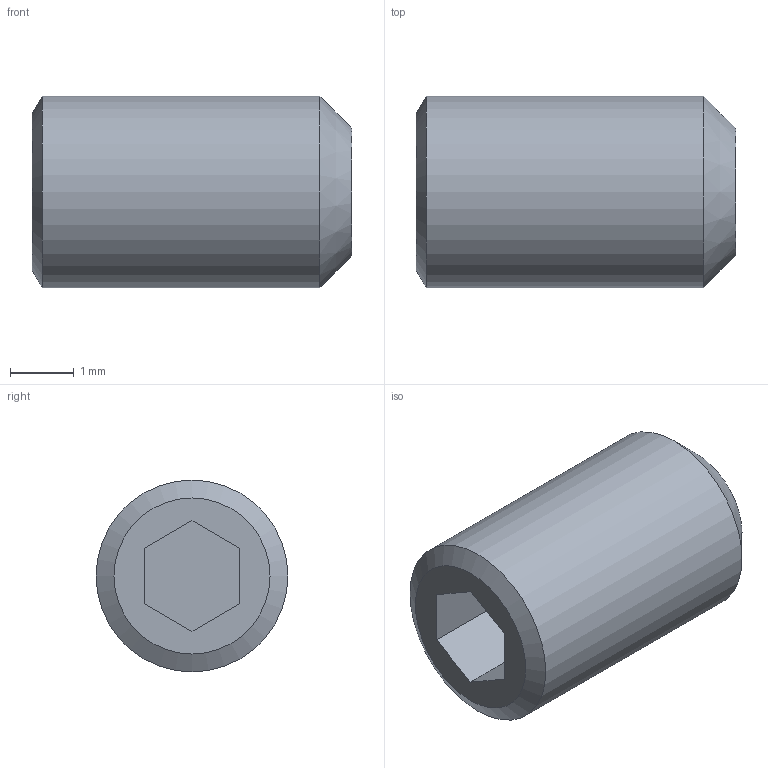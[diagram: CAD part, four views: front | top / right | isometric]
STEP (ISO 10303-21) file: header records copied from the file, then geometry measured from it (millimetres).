
FILE_DESCRIPTION (( 'STEP AP214' ), '1' );
FILE_NAME ('1212-Z1P-A.STEP', '2013-05-15T14:57:05', ( '3DAssist' ), ( '' ), 'SwSTEP 2.0', 'SolidWorks 2013', '' );
FILE_SCHEMA (( 'AUTOMOTIVE_DESIGN' ));
Length unit declared in the file: millimetre
Products named in the file (1): 1212-Z1P-A
Bounding box: 5 x 3 x 3 mm (x, y, z)
Volume: 30.2 mm3; surface area: 67.4 mm2
Topology: 1 solids, 1 shells, 12 faces, 25 edges, 16 vertices
Faces by surface type: plane 9, cone 2, cylinder 1
Full cylindrical faces by diameter (mm): 3 x1
Entity records: 347 total; most frequent: DIRECTION 52, CARTESIAN_POINT 51, ORIENTED_EDGE 44, EDGE_CURVE 22, VECTOR 18, LINE 18, AXIS2_PLACEMENT_3D 17, EDGE_LOOP 16
